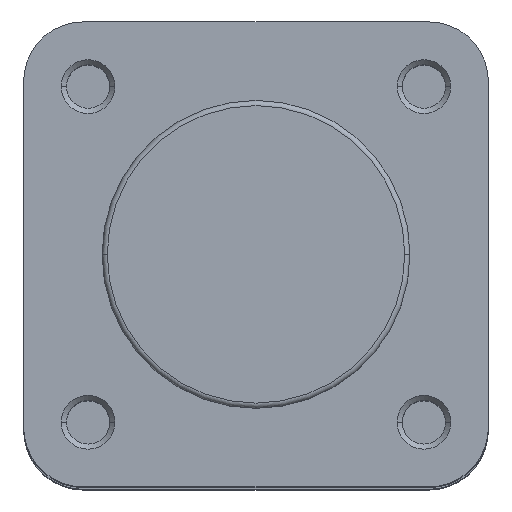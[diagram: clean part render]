
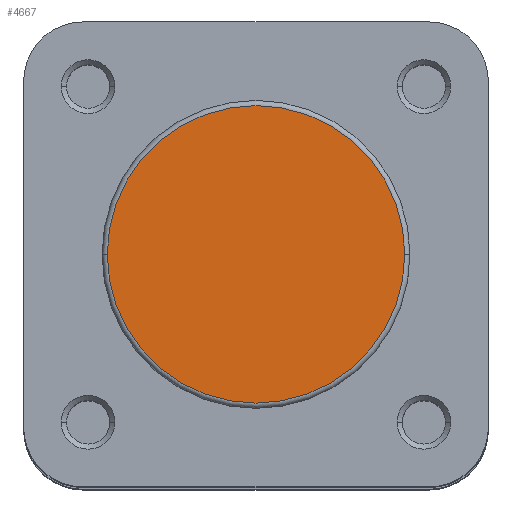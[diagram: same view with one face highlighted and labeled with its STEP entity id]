
A CAD part, top view. The second image highlights one B-rep face of the part: STEP entity #4667.
In plain terms, the highlighted planar face has unit normal (0, 0, 1).
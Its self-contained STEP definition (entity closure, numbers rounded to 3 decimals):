
#324 = EDGE_CURVE ( 'NONE', #4299, #4294, #3639, .T. ) ;
#370 = EDGE_CURVE ( 'NONE', #4294, #4299, #3706, .T. ) ;
#524 = AXIS2_PLACEMENT_3D ( 'NONE', #965, #966, #967 ) ;
#542 = AXIS2_PLACEMENT_3D ( 'NONE', #1079, #1080, #1081 ) ;
#593 = AXIS2_PLACEMENT_3D ( 'NONE', #1420, #1422, #1423 ) ;
#965 = CARTESIAN_POINT ( 'NONE',  ( 0., 0., 0. ) ) ;
#966 = DIRECTION ( 'NONE',  ( 0., 0., 1. ) ) ;
#967 = DIRECTION ( 'NONE',  ( -1., 0., 0. ) ) ;
#1079 = CARTESIAN_POINT ( 'NONE',  ( 0., 0., 0. ) ) ;
#1080 = DIRECTION ( 'NONE',  ( 0., 0., 1. ) ) ;
#1081 = DIRECTION ( 'NONE',  ( -1., 0., 0. ) ) ;
#1196 = CARTESIAN_POINT ( 'NONE',  ( -14.4, 0., 0. ) ) ;
#1199 = CARTESIAN_POINT ( 'NONE',  ( 14.4, 0., 0. ) ) ;
#1420 = CARTESIAN_POINT ( 'NONE',  ( 0., 14.9, 0. ) ) ;
#1421 = PLANE ( 'NONE',  #593 ) ;
#1422 = DIRECTION ( 'NONE',  ( 0., 0., -1. ) ) ;
#1423 = DIRECTION ( 'NONE',  ( -1., 0., 0. ) ) ;
#2366 = EDGE_LOOP ( 'NONE', ( #2467, #2454 ) ) ;
#2454 = ORIENTED_EDGE ( 'NONE', *, *, #370, .T. ) ;
#2467 = ORIENTED_EDGE ( 'NONE', *, *, #324, .T. ) ;
#3639 = CIRCLE ( 'NONE', #524, 14.4 ) ;
#3706 = CIRCLE ( 'NONE', #542, 14.4 ) ;
#3781 = FACE_OUTER_BOUND ( 'NONE', #2366, .T. ) ;
#4294 = VERTEX_POINT ( 'NONE', #1199 ) ;
#4299 = VERTEX_POINT ( 'NONE', #1196 ) ;
#4667 = ADVANCED_FACE ( 'NONE', ( #3781 ), #1421, .F. ) ;
